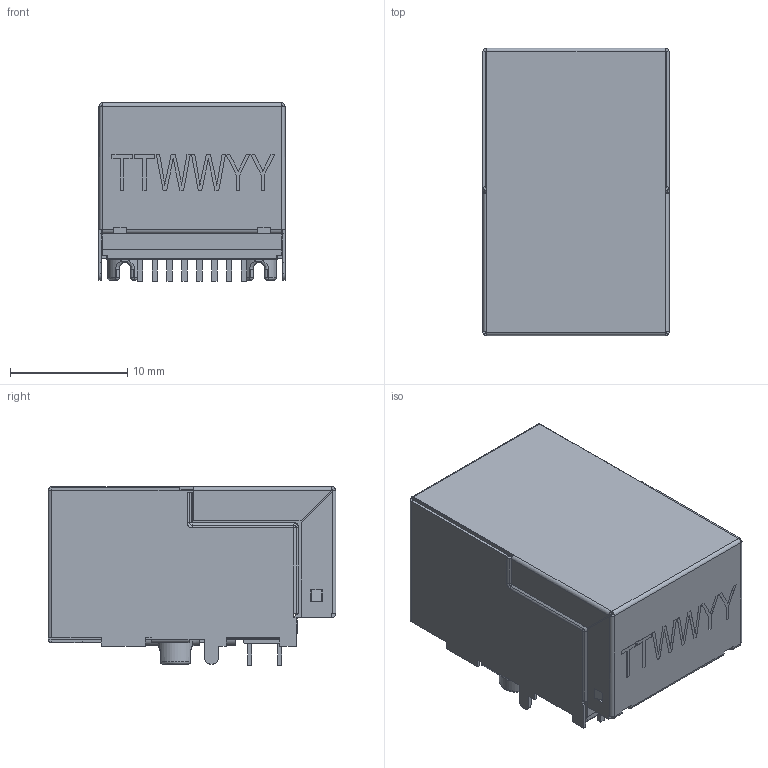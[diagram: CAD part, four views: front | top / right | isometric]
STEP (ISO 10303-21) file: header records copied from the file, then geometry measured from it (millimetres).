
FILE_DESCRIPTION (( 'STEP AP203' ), '1' );
FILE_NAME ('Customer-BB1964A34(82-00688).STEP', '2020-05-26T12:53:36', ( '' ), ( '' ), 'SwSTEP 2.0', 'SolidWorks 2018', '' );
FILE_SCHEMA (( 'CONFIG_CONTROL_DESIGN' ));
Length unit declared in the file: millimetre
Products named in the file (1): Customer-BB1964A34(82-00688)
Bounding box: 15.88 x 24.55 x 15.23 mm (x, y, z)
Volume: 4766.1 mm3; surface area: 3635.8 mm2
Topology: 1 solids, 1 shells, 636 faces, 1719 edges, 1083 vertices
Faces by surface type: plane 442, cylinder 136, bspline 24, sphere 16, torus 10, cone 8
Entity records: 20174 total; most frequent: CARTESIAN_POINT 4221, ORIENTED_EDGE 3422, DIRECTION 3125, EDGE_CURVE 1711, VECTOR 1359, LINE 1359, VERTEX_POINT 1083, AXIS2_PLACEMENT_3D 883
